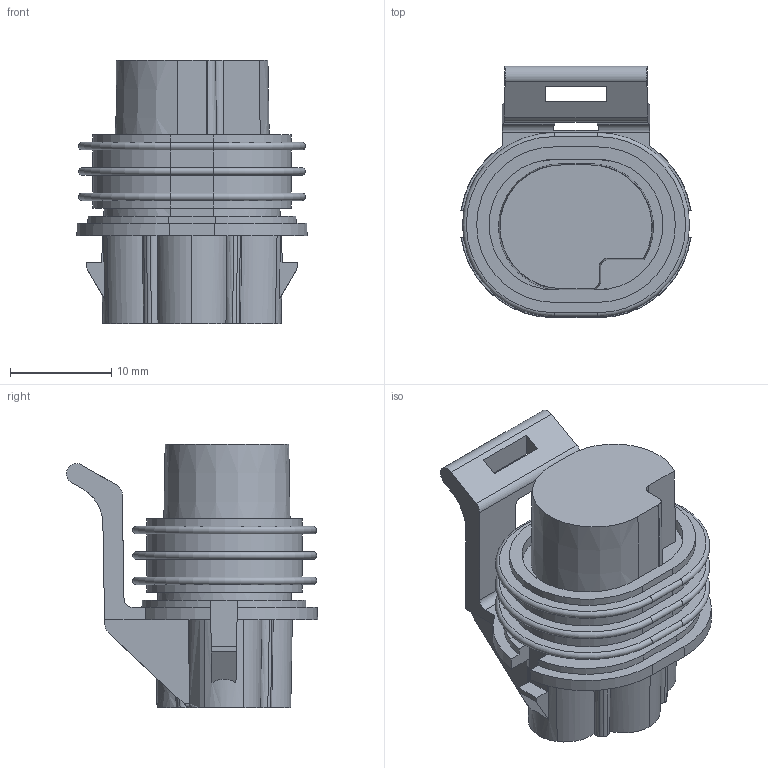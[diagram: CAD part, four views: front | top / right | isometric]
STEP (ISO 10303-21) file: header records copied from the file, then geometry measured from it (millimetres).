
FILE_DESCRIPTION(/* description */ (''),/* implementation_level */ '2;1');
FILE_NAME(/* name */ '12065298-ENV11_04-CONN.stp',/* time_stamp */ '2024-01-12T17:45:21+08:00',/* author */ (''),/* organization */ (''),/* preprocessor_version */ 'ST-DEVELOPER v16',/* originating_system */ 'SIEMENS PLM Software NX 11.0',/* authorisation */ '');
FILE_SCHEMA (('AUTOMOTIVE_DESIGN { 1 0 10303 214 3 1 1 1 }'));
Length unit declared in the file: millimetre
Products named in the file (1): 12065298-ENV11_04-CONN
Bounding box: 22.72 x 24.8 x 26 mm (x, y, z)
Volume: 5694.3 mm3; surface area: 4052.6 mm2
Topology: 2 solids, 2 shells, 151 faces, 427 edges, 284 vertices
Faces by surface type: plane 73, bspline 28, cylinder 27, cone 17, torus 6
Entity records: 5224 total; most frequent: CARTESIAN_POINT 1597, ORIENTED_EDGE 854, DIRECTION 652, EDGE_CURVE 427, VERTEX_POINT 284, AXIS2_PLACEMENT_3D 222, LINE 208, VECTOR 208
